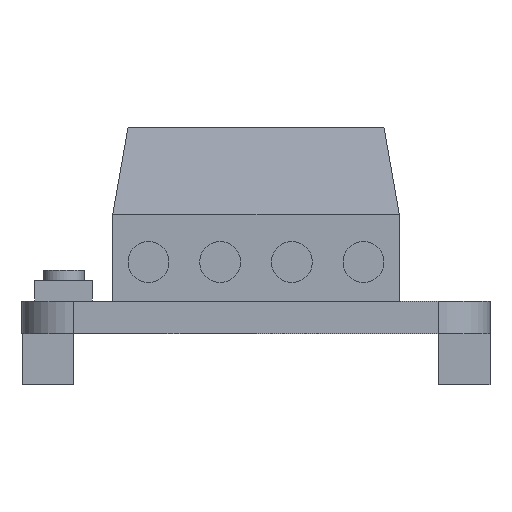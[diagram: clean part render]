
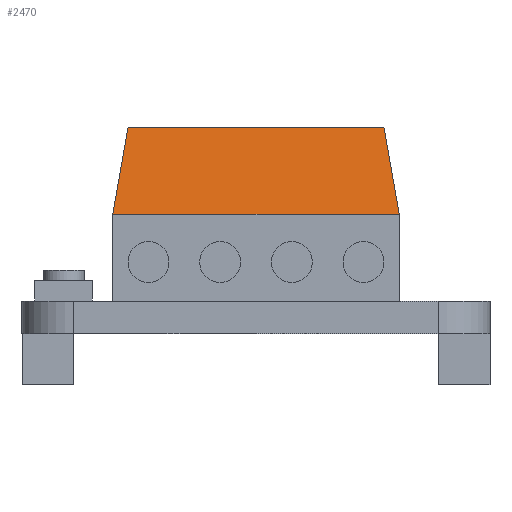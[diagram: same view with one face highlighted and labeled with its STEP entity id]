
A CAD part, left-side view. The second image highlights one B-rep face of the part: STEP entity #2470.
In plain terms, the highlighted planar face has unit normal (-0.985, 0, 0.174).
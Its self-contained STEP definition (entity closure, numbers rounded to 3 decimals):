
#177=PLANE('',#2757);
#303=FACE_OUTER_BOUND('',#555,.T.);
#555=EDGE_LOOP('',(#2130,#2131,#2132,#2133));
#698=LINE('',#4004,#880);
#703=LINE('',#4015,#885);
#705=LINE('',#4018,#887);
#706=LINE('',#4019,#888);
#880=VECTOR('',#3348,10.);
#885=VECTOR('',#3357,10.);
#887=VECTOR('',#3361,10.);
#888=VECTOR('',#3362,10.);
#1263=VERTEX_POINT('',#3997);
#1266=VERTEX_POINT('',#4002);
#1269=VERTEX_POINT('',#4012);
#1270=VERTEX_POINT('',#4014);
#1562=EDGE_CURVE('',#1266,#1263,#698,.T.);
#1567=EDGE_CURVE('',#1270,#1269,#703,.T.);
#1569=EDGE_CURVE('',#1269,#1263,#705,.T.);
#1570=EDGE_CURVE('',#1266,#1270,#706,.T.);
#2130=ORIENTED_EDGE('',*,*,#1569,.T.);
#2131=ORIENTED_EDGE('',*,*,#1562,.F.);
#2132=ORIENTED_EDGE('',*,*,#1570,.T.);
#2133=ORIENTED_EDGE('',*,*,#1567,.T.);
#2470=ADVANCED_FACE('',(#303),#177,.T.);
#2757=AXIS2_PLACEMENT_3D('',#4017,#3359,#3360);
#3348=DIRECTION('',(0.171,-0.171,0.97));
#3357=DIRECTION('',(0.171,0.171,0.97));
#3359=DIRECTION('center_axis',(-0.985,0.,0.174));
#3360=DIRECTION('ref_axis',(0.,-1.,0.));
#3361=DIRECTION('',(0.,1.,0.));
#3362=DIRECTION('',(0.,-1.,0.));
#3997=CARTESIAN_POINT('',(-0.251,17.681,10.1));
#4002=CARTESIAN_POINT('',(-1.,18.43,5.85));
#4004=CARTESIAN_POINT('',(-0.795,18.225,7.012));
#4012=CARTESIAN_POINT('',(-0.251,5.179,10.1));
#4014=CARTESIAN_POINT('',(-1.,4.43,5.85));
#4015=CARTESIAN_POINT('',(-0.9,4.53,6.414));
#4017=CARTESIAN_POINT('Origin',(-1.,4.43,5.85));
#4018=CARTESIAN_POINT('',(-0.251,18.43,10.1));
#4019=CARTESIAN_POINT('',(-1.,4.43,5.85));
